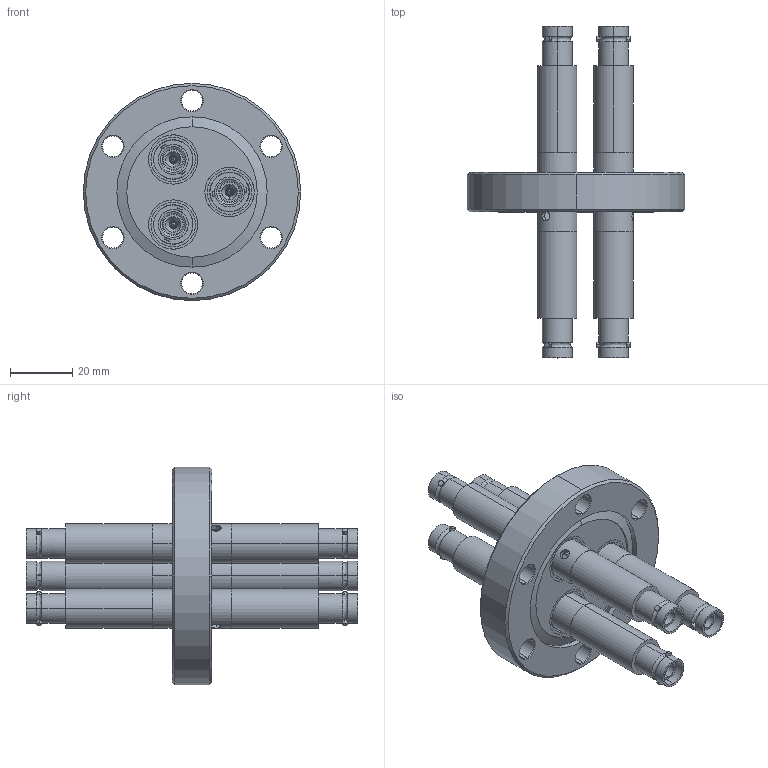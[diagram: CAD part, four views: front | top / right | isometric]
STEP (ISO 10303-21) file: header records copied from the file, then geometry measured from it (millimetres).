
FILE_DESCRIPTION (( 'STEP AP203' ), '1' );
FILE_NAME ('A0473-9-CF.STEP', '2013-11-08T16:57:41', ( '' ), ( '' ), 'SwSTEP 2.0', 'SolidWorks 2012', '' );
FILE_SCHEMA (( 'CONFIG_CONTROL_DESIGN' ));
Length unit declared in the file: inch
Products named in the file (1): A0473-9-CF
Bounding box: 69.85 x 106.65 x 69.85 mm (x, y, z)
Volume: 58979.4 mm3; surface area: 52095.9 mm2
Topology: 37 solids, 37 shells, 945 faces, 2248 edges, 1421 vertices
Faces by surface type: cylinder 420, cone 243, plane 234, bspline 48
Entity records: 29399 total; most frequent: CARTESIAN_POINT 6798, DIRECTION 5110, ORIENTED_EDGE 4472, EDGE_CURVE 2236, AXIS2_PLACEMENT_3D 2139, VERTEX_POINT 1421, CIRCLE 1241, EDGE_LOOP 1085
